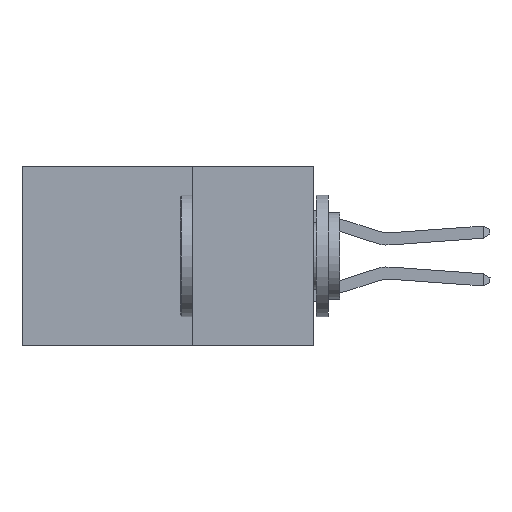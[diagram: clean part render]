
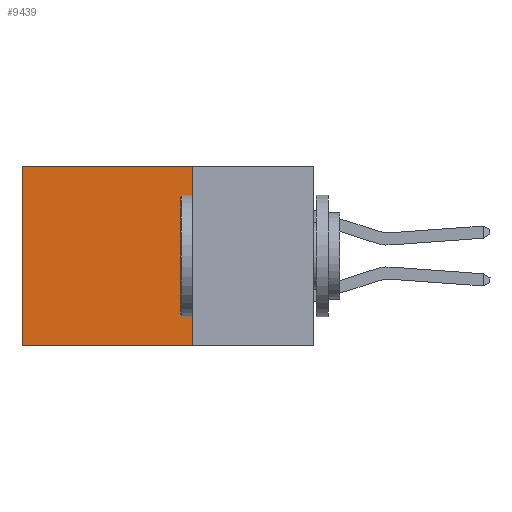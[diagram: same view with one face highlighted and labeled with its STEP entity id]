
A CAD part, left-side view. The second image highlights one B-rep face of the part: STEP entity #9439.
In plain terms, the highlighted planar face has unit normal (-1, 0, 0).
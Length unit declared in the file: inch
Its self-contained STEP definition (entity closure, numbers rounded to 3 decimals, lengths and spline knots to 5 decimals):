
#282 = DIRECTION ( 'NONE',  ( 0., 0., -1. ) ) ;
#749 = ORIENTED_EDGE ( 'NONE', *, *, #2099, .T. ) ;
#1243 = CARTESIAN_POINT ( 'NONE',  ( 0.2875, 0.25, 0. ) ) ;
#1728 = CARTESIAN_POINT ( 'NONE',  ( 0.2875, 0.25, 0. ) ) ;
#2099 = EDGE_CURVE ( 'NONE', #10201, #9717, #9318, .T. ) ;
#2158 = ORIENTED_EDGE ( 'NONE', *, *, #10267, .F. ) ;
#2222 = ORIENTED_EDGE ( 'NONE', *, *, #3113, .F. ) ;
#2793 = VERTEX_POINT ( 'NONE', #4270 ) ;
#3113 = EDGE_CURVE ( 'NONE', #10201, #2793, #3432, .T. ) ;
#3300 = EDGE_LOOP ( 'NONE', ( #9173, #2158, #2222, #749 ) ) ;
#3432 = LINE ( 'NONE', #8286, #8614 ) ;
#3609 = DIRECTION ( 'NONE',  ( 1., 0., 0. ) ) ;
#4270 = CARTESIAN_POINT ( 'NONE',  ( 0.2875, 0.25, -0.37 ) ) ;
#4840 = AXIS2_PLACEMENT_3D ( 'NONE', #1728, #3609, #8081 ) ;
#4881 = DIRECTION ( 'NONE',  ( 0., 1., 0. ) ) ;
#5277 = VECTOR ( 'NONE', #10895, 39.37008 ) ;
#5560 = CARTESIAN_POINT ( 'NONE',  ( 0.2875, 0.25, -0.37 ) ) ;
#6722 = LINE ( 'NONE', #11222, #8650 ) ;
#8081 = DIRECTION ( 'NONE',  ( 0., 0., -1. ) ) ;
#8286 = CARTESIAN_POINT ( 'NONE',  ( 0.2875, 0.25, 0. ) ) ;
#8614 = VECTOR ( 'NONE', #282, 39.37008 ) ;
#8650 = VECTOR ( 'NONE', #11299, 39.37008 ) ;
#8887 = PLANE ( 'NONE',  #4840 ) ;
#8900 = VECTOR ( 'NONE', #4881, 39.37008 ) ;
#9173 = ORIENTED_EDGE ( 'NONE', *, *, #9203, .T. ) ;
#9203 = EDGE_CURVE ( 'NONE', #9717, #10961, #6722, .T. ) ;
#9211 = FACE_OUTER_BOUND ( 'NONE', #3300, .T. ) ;
#9318 = LINE ( 'NONE', #1243, #8900 ) ;
#9390 = CARTESIAN_POINT ( 'NONE',  ( 0.2875, 0.6, 0. ) ) ;
#9413 = CARTESIAN_POINT ( 'NONE',  ( 0.2875, 0.25, 0. ) ) ;
#9439 = ADVANCED_FACE ( 'NONE', ( #9211 ), #8887, .F. ) ;
#9717 = VERTEX_POINT ( 'NONE', #9390 ) ;
#9942 = CARTESIAN_POINT ( 'NONE',  ( 0.2875, 0.6, -0.37 ) ) ;
#10201 = VERTEX_POINT ( 'NONE', #9413 ) ;
#10267 = EDGE_CURVE ( 'NONE', #2793, #10961, #11304, .T. ) ;
#10895 = DIRECTION ( 'NONE',  ( 0., 1., 0. ) ) ;
#10961 = VERTEX_POINT ( 'NONE', #9942 ) ;
#11222 = CARTESIAN_POINT ( 'NONE',  ( 0.2875, 0.6, 0. ) ) ;
#11299 = DIRECTION ( 'NONE',  ( 0., 0., -1. ) ) ;
#11304 = LINE ( 'NONE', #5560, #5277 ) ;
